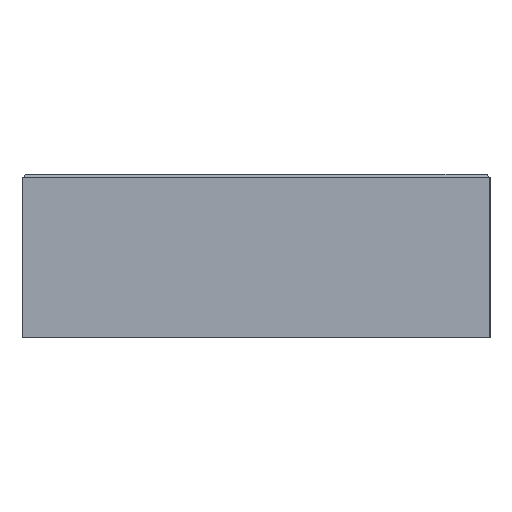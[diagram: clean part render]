
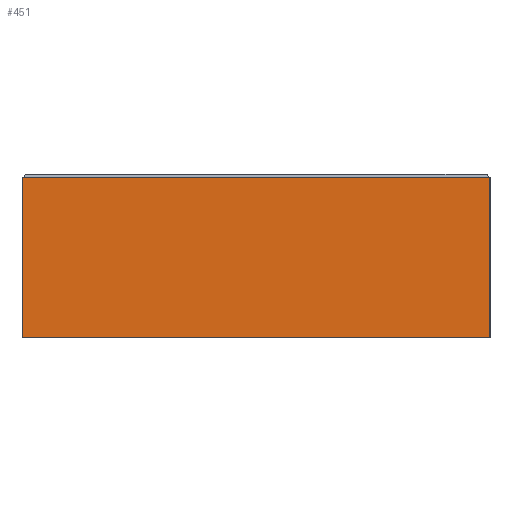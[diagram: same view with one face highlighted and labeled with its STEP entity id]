
A CAD part, left-side view. The second image highlights one B-rep face of the part: STEP entity #451.
In plain terms, the highlighted free-form (B-spline) face has degree [1, 1] with [2, 2] control points.
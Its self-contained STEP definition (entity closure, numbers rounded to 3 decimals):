
#123 = VERTEX_POINT('',#124);
#124 = CARTESIAN_POINT('',(-1.6,0.8,0.));
#129 = EDGE_CURVE('',#130,#123,#132,.T.);
#130 = VERTEX_POINT('',#131);
#131 = CARTESIAN_POINT('',(-1.6,0.8,0.55));
#132 = B_SPLINE_CURVE_WITH_KNOTS('',1,(#133,#134),.UNSPECIFIED.,.F.,.F.,
  (2,2),(-0.,0.55),.PIECEWISE_BEZIER_KNOTS.);
#133 = CARTESIAN_POINT('',(-1.6,0.8,0.55));
#134 = CARTESIAN_POINT('',(-1.6,0.8,0.));
#169 = EDGE_CURVE('',#130,#170,#172,.T.);
#170 = VERTEX_POINT('',#171);
#171 = CARTESIAN_POINT('',(-1.6,-0.801,0.55));
#172 = B_SPLINE_CURVE_WITH_KNOTS('',1,(#173,#174),.UNSPECIFIED.,.F.,.F.,
  (2,2),(-1.6,-0.),.PIECEWISE_BEZIER_KNOTS.);
#173 = CARTESIAN_POINT('',(-1.6,0.8,0.55));
#174 = CARTESIAN_POINT('',(-1.6,-0.801,0.55));
#451 = ADVANCED_FACE('',(#452),#468,.F.);
#452 = FACE_BOUND('',#453,.T.);
#453 = EDGE_LOOP('',(#454,#461,#466,#467));
#454 = ORIENTED_EDGE('',*,*,#455,.T.);
#455 = EDGE_CURVE('',#123,#456,#458,.T.);
#456 = VERTEX_POINT('',#457);
#457 = CARTESIAN_POINT('',(-1.6,-0.801,0.));
#458 = B_SPLINE_CURVE_WITH_KNOTS('',1,(#459,#460),.UNSPECIFIED.,.F.,.F.,
  (2,2),(-1.6,-0.),.PIECEWISE_BEZIER_KNOTS.);
#459 = CARTESIAN_POINT('',(-1.6,0.8,0.));
#460 = CARTESIAN_POINT('',(-1.6,-0.801,0.));
#461 = ORIENTED_EDGE('',*,*,#462,.F.);
#462 = EDGE_CURVE('',#170,#456,#463,.T.);
#463 = B_SPLINE_CURVE_WITH_KNOTS('',1,(#464,#465),.UNSPECIFIED.,.F.,.F.,
  (2,2),(-0.,0.55),.PIECEWISE_BEZIER_KNOTS.);
#464 = CARTESIAN_POINT('',(-1.6,-0.801,0.55));
#465 = CARTESIAN_POINT('',(-1.6,-0.801,0.));
#466 = ORIENTED_EDGE('',*,*,#169,.F.);
#467 = ORIENTED_EDGE('',*,*,#129,.T.);
#468 = B_SPLINE_SURFACE_WITH_KNOTS('',1,1,(
    (#469,#470)
    ,(#471,#472
    )),.UNSPECIFIED.,.F.,.F.,.F.,(2,2),(2,2),(0.,0.55),(0.,1.6),
  .PIECEWISE_BEZIER_KNOTS.);
#469 = CARTESIAN_POINT('',(-1.6,-0.801,0.55));
#470 = CARTESIAN_POINT('',(-1.6,0.8,0.55));
#471 = CARTESIAN_POINT('',(-1.6,-0.801,0.));
#472 = CARTESIAN_POINT('',(-1.6,0.8,0.));
